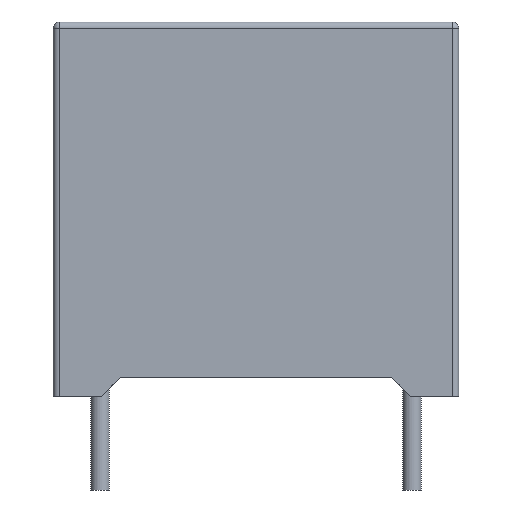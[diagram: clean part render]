
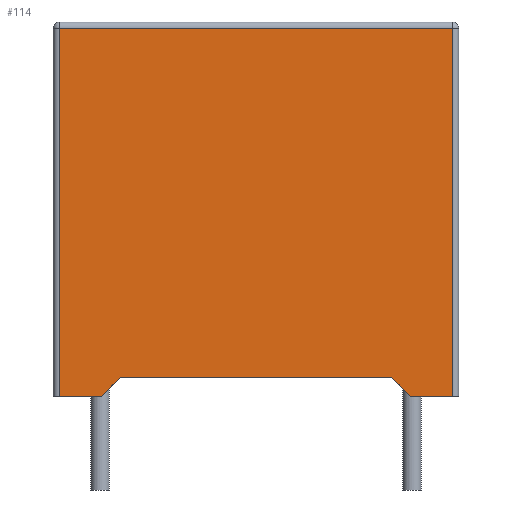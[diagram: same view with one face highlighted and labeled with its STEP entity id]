
A CAD part, front view. The second image highlights one B-rep face of the part: STEP entity #114.
In plain terms, the highlighted planar face has unit normal (0, -1, 0).
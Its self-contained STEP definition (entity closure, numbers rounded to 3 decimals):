
#3 = VERTEX_POINT ( 'NONE', #249 ) ;
#5 = CARTESIAN_POINT ( 'NONE',  ( -4.95, -3., 0. ) ) ;
#7 = CARTESIAN_POINT ( 'NONE',  ( 4.95, -3., 0. ) ) ;
#25 = LINE ( 'NONE', #1214, #308 ) ;
#58 = LINE ( 'NONE', #836, #1124 ) ;
#61 = VERTEX_POINT ( 'NONE', #7 ) ;
#83 = CARTESIAN_POINT ( 'NONE',  ( -4.95, -3., 0. ) ) ;
#84 = CARTESIAN_POINT ( 'NONE',  ( -6.3, -3., 12. ) ) ;
#100 = ORIENTED_EDGE ( 'NONE', *, *, #349, .T. ) ;
#114 = ADVANCED_FACE ( 'NONE', ( #558 ), #696, .F. ) ;
#156 = VECTOR ( 'NONE', #1108, 1000. ) ;
#168 = CARTESIAN_POINT ( 'NONE',  ( 6.3, -3., 11.8 ) ) ;
#169 = ORIENTED_EDGE ( 'NONE', *, *, #1291, .T. ) ;
#175 = EDGE_CURVE ( 'NONE', #876, #891, #58, .T. ) ;
#193 = CARTESIAN_POINT ( 'NONE',  ( 6.3, -3., 12. ) ) ;
#231 = VERTEX_POINT ( 'NONE', #168 ) ;
#249 = CARTESIAN_POINT ( 'NONE',  ( 4.35, -3., 0.6 ) ) ;
#306 = DIRECTION ( 'NONE',  ( 0.707, 0., 0.707 ) ) ;
#308 = VECTOR ( 'NONE', #532, 1000. ) ;
#337 = VECTOR ( 'NONE', #1123, 1000. ) ;
#349 = EDGE_CURVE ( 'NONE', #1323, #231, #1359, .T. ) ;
#397 = CARTESIAN_POINT ( 'NONE',  ( 4.95, -3., 0. ) ) ;
#433 = VECTOR ( 'NONE', #1304, 1000. ) ;
#434 = CARTESIAN_POINT ( 'NONE',  ( -6.5, -3., 11.8 ) ) ;
#440 = ORIENTED_EDGE ( 'NONE', *, *, #1161, .T. ) ;
#487 = EDGE_LOOP ( 'NONE', ( #1347, #169, #694, #1129, #693, #440, #1318, #100 ) ) ;
#507 = DIRECTION ( 'NONE',  ( 0., 1., 0. ) ) ;
#532 = DIRECTION ( 'NONE',  ( 1., 0., 0. ) ) ;
#542 = VECTOR ( 'NONE', #640, 1000. ) ;
#555 = LINE ( 'NONE', #434, #1045 ) ;
#558 = FACE_OUTER_BOUND ( 'NONE', #487, .T. ) ;
#559 = VERTEX_POINT ( 'NONE', #631 ) ;
#573 = VECTOR ( 'NONE', #306, 1000. ) ;
#591 = EDGE_CURVE ( 'NONE', #891, #559, #1375, .T. ) ;
#627 = CARTESIAN_POINT ( 'NONE',  ( -6.3, -3., 11.8 ) ) ;
#631 = CARTESIAN_POINT ( 'NONE',  ( -4.35, -3., 0.6 ) ) ;
#640 = DIRECTION ( 'NONE',  ( 0., 0., 1. ) ) ;
#671 = EDGE_CURVE ( 'NONE', #231, #1180, #555, .T. ) ;
#693 = ORIENTED_EDGE ( 'NONE', *, *, #1471, .T. ) ;
#694 = ORIENTED_EDGE ( 'NONE', *, *, #175, .T. ) ;
#696 = PLANE ( 'NONE',  #980 ) ;
#793 = CARTESIAN_POINT ( 'NONE',  ( -6.3, -3., 0. ) ) ;
#808 = LINE ( 'NONE', #1463, #337 ) ;
#836 = CARTESIAN_POINT ( 'NONE',  ( -6.5, -3., 0. ) ) ;
#874 = CARTESIAN_POINT ( 'NONE',  ( 6.3, -3., 0. ) ) ;
#876 = VERTEX_POINT ( 'NONE', #793 ) ;
#891 = VERTEX_POINT ( 'NONE', #5 ) ;
#980 = AXIS2_PLACEMENT_3D ( 'NONE', #1041, #507, #1067 ) ;
#1041 = CARTESIAN_POINT ( 'NONE',  ( -6.5, -3., 12. ) ) ;
#1043 = LINE ( 'NONE', #397, #433 ) ;
#1045 = VECTOR ( 'NONE', #1430, 1000. ) ;
#1067 = DIRECTION ( 'NONE',  ( 0., 0., 1. ) ) ;
#1072 = DIRECTION ( 'NONE',  ( 1., 0., 0. ) ) ;
#1108 = DIRECTION ( 'NONE',  ( 0., 0., -1. ) ) ;
#1123 = DIRECTION ( 'NONE',  ( 1., 0., 0. ) ) ;
#1124 = VECTOR ( 'NONE', #1072, 1000. ) ;
#1129 = ORIENTED_EDGE ( 'NONE', *, *, #591, .T. ) ;
#1161 = EDGE_CURVE ( 'NONE', #3, #61, #1043, .T. ) ;
#1180 = VERTEX_POINT ( 'NONE', #627 ) ;
#1209 = LINE ( 'NONE', #84, #156 ) ;
#1214 = CARTESIAN_POINT ( 'NONE',  ( -6.5, -3., 0. ) ) ;
#1270 = EDGE_CURVE ( 'NONE', #61, #1323, #25, .T. ) ;
#1291 = EDGE_CURVE ( 'NONE', #1180, #876, #1209, .T. ) ;
#1304 = DIRECTION ( 'NONE',  ( 0.707, 0., -0.707 ) ) ;
#1318 = ORIENTED_EDGE ( 'NONE', *, *, #1270, .T. ) ;
#1323 = VERTEX_POINT ( 'NONE', #874 ) ;
#1347 = ORIENTED_EDGE ( 'NONE', *, *, #671, .T. ) ;
#1359 = LINE ( 'NONE', #193, #542 ) ;
#1375 = LINE ( 'NONE', #83, #573 ) ;
#1430 = DIRECTION ( 'NONE',  ( -1., 0., 0. ) ) ;
#1463 = CARTESIAN_POINT ( 'NONE',  ( 4.25, -3., 0.6 ) ) ;
#1471 = EDGE_CURVE ( 'NONE', #559, #3, #808, .T. ) ;
